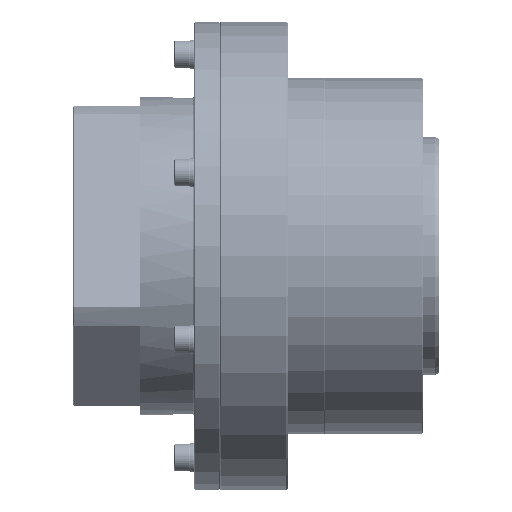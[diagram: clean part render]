
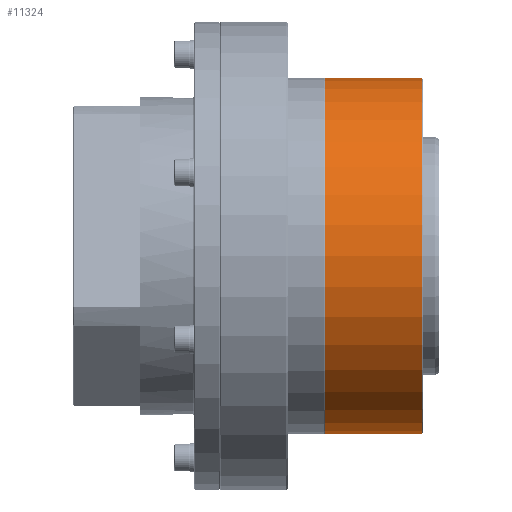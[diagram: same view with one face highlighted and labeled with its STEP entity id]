
A CAD part, left-side view. The second image highlights one B-rep face of the part: STEP entity #11324.
In plain terms, the highlighted cylindrical face has radius 44.8 mm (diameter 89.6 mm), a partial arc.
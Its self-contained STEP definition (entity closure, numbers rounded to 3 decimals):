
#1505 = CARTESIAN_POINT ( 'NONE',  ( 0., 24.705, 44.8 ) ) ;
#2667 = CARTESIAN_POINT ( 'NONE',  ( 0., 24.705, 0. ) ) ;
#8201 = EDGE_CURVE ( 'NONE', #129955, #13204, #130874, .T. ) ;
#9588 = CARTESIAN_POINT ( 'NONE',  ( 0., 0.3, -44.8 ) ) ;
#11324 = ADVANCED_FACE ( 'NONE', ( #63576 ), #14749, .T. ) ;
#12324 = CARTESIAN_POINT ( 'NONE',  ( 0., 24.705, -44.8 ) ) ;
#13204 = VERTEX_POINT ( 'NONE', #1505 ) ;
#14749 = CYLINDRICAL_SURFACE ( 'NONE', #61115, 44.8 ) ;
#15664 = VERTEX_POINT ( 'NONE', #151599 ) ;
#28689 = EDGE_CURVE ( 'NONE', #95973, #129955, #140802, .T. ) ;
#31927 = DIRECTION ( 'NONE',  ( 0., 1., 0. ) ) ;
#35532 = CARTESIAN_POINT ( 'NONE',  ( 0., 0.3, 0. ) ) ;
#36156 = ORIENTED_EDGE ( 'NONE', *, *, #8201, .F. ) ;
#37110 = LINE ( 'NONE', #62748, #49523 ) ;
#49523 = VECTOR ( 'NONE', #111559, 1000. ) ;
#60409 = DIRECTION ( 'NONE',  ( 0., 0., 1. ) ) ;
#61115 = AXIS2_PLACEMENT_3D ( 'NONE', #112402, #109251, #146056 ) ;
#62748 = CARTESIAN_POINT ( 'NONE',  ( 0., 51.305, 44.8 ) ) ;
#63576 = FACE_OUTER_BOUND ( 'NONE', #104974, .T. ) ;
#64522 = ORIENTED_EDGE ( 'NONE', *, *, #131173, .T. ) ;
#68317 = ORIENTED_EDGE ( 'NONE', *, *, #109864, .T. ) ;
#80564 = VECTOR ( 'NONE', #31927, 1000. ) ;
#82334 = AXIS2_PLACEMENT_3D ( 'NONE', #2667, #146158, #88348 ) ;
#88348 = DIRECTION ( 'NONE',  ( 0., 0., 1. ) ) ;
#95973 = VERTEX_POINT ( 'NONE', #9588 ) ;
#104974 = EDGE_LOOP ( 'NONE', ( #134436, #64522, #68317, #36156 ) ) ;
#106825 = DIRECTION ( 'NONE',  ( 0., 1., 0. ) ) ;
#109251 = DIRECTION ( 'NONE',  ( 0., 1., 0. ) ) ;
#109864 = EDGE_CURVE ( 'NONE', #15664, #13204, #37110, .T. ) ;
#111559 = DIRECTION ( 'NONE',  ( 0., 1., 0. ) ) ;
#112402 = CARTESIAN_POINT ( 'NONE',  ( 0., 51.305, 0. ) ) ;
#117115 = AXIS2_PLACEMENT_3D ( 'NONE', #35532, #106825, #60409 ) ;
#129955 = VERTEX_POINT ( 'NONE', #12324 ) ;
#130874 = CIRCLE ( 'NONE', #82334, 44.8 ) ;
#131173 = EDGE_CURVE ( 'NONE', #95973, #15664, #157994, .T. ) ;
#134436 = ORIENTED_EDGE ( 'NONE', *, *, #28689, .F. ) ;
#140802 = LINE ( 'NONE', #141586, #80564 ) ;
#141586 = CARTESIAN_POINT ( 'NONE',  ( 0., 51.305, -44.8 ) ) ;
#146056 = DIRECTION ( 'NONE',  ( 0., 0., 1. ) ) ;
#146158 = DIRECTION ( 'NONE',  ( 0., 1., 0. ) ) ;
#151599 = CARTESIAN_POINT ( 'NONE',  ( 0., 0.3, 44.8 ) ) ;
#157994 = CIRCLE ( 'NONE', #117115, 44.8 ) ;
